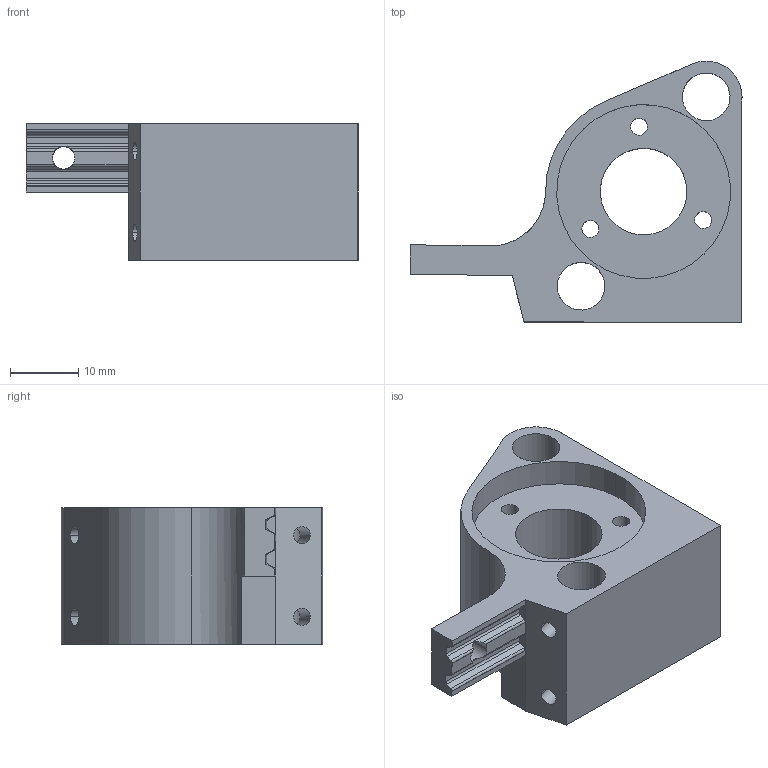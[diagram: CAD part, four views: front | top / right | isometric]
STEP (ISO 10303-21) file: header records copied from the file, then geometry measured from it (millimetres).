
FILE_DESCRIPTION (( 'STEP AP214' ), '1' );
FILE_NAME ('J5 Carrier.STEP', '2023-08-09T18:37:06', ( '' ), ( '' ), 'SwSTEP 2.0', 'SolidWorks 2021', '' );
FILE_SCHEMA (( 'AUTOMOTIVE_DESIGN' ));
Length unit declared in the file: millimetre
Products named in the file (1): J5 Carrier
Bounding box: 48.69 x 38.34 x 20 mm (x, y, z)
Volume: 15249.3 mm3; surface area: 6979.7 mm2
Topology: 1 solids, 1 shells, 64 faces, 191 edges, 127 vertices
Faces by surface type: cylinder 42, plane 22
Entity records: 2400 total; most frequent: CARTESIAN_POINT 599, ORIENTED_EDGE 382, DIRECTION 358, EDGE_CURVE 191, AXIS2_PLACEMENT_3D 130, VERTEX_POINT 127, LINE 98, VECTOR 98
